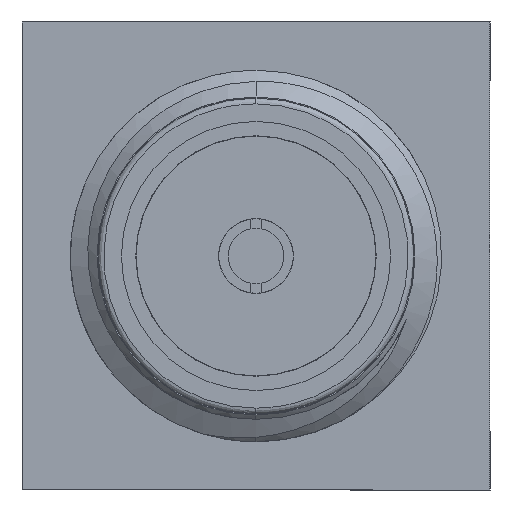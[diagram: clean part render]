
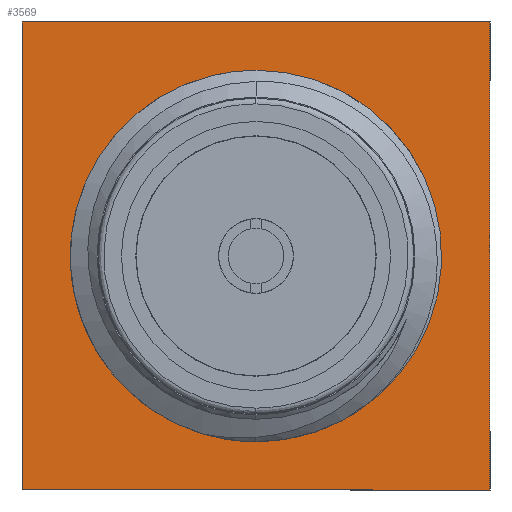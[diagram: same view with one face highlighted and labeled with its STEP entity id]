
A CAD part, left-side view. The second image highlights one B-rep face of the part: STEP entity #3569.
In plain terms, the highlighted planar face has unit normal (-1, 0, 0).
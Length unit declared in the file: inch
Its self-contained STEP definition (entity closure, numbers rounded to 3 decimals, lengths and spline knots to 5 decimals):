
#95 = ORIENTED_EDGE ( 'NONE', *, *, #3510, .T. ) ;
#227 = CARTESIAN_POINT ( 'NONE',  ( 0.31024, -0.15748, 0.15748 ) ) ;
#439 = CARTESIAN_POINT ( 'NONE',  ( 0.31024, 0., 0. ) ) ;
#444 = EDGE_CURVE ( 'NONE', #1137, #2769, #2026, .T. ) ;
#470 = CIRCLE ( 'NONE', #3479, 0.1063 ) ;
#506 = CARTESIAN_POINT ( 'NONE',  ( 0.31024, 0., -0.1063 ) ) ;
#623 = DIRECTION ( 'NONE',  ( 0., 0., 1. ) ) ;
#687 = EDGE_CURVE ( 'NONE', #2849, #2799, #1557, .T. ) ;
#729 = EDGE_CURVE ( 'NONE', #3653, #1137, #1420, .T. ) ;
#748 = PLANE ( 'NONE',  #1398 ) ;
#857 = EDGE_LOOP ( 'NONE', ( #3656, #3534, #3774, #1203 ) ) ;
#872 = EDGE_LOOP ( 'NONE', ( #95, #3131 ) ) ;
#1135 = CARTESIAN_POINT ( 'NONE',  ( 0.31024, 0.15748, 0.15748 ) ) ;
#1137 = VERTEX_POINT ( 'NONE', #1656 ) ;
#1203 = ORIENTED_EDGE ( 'NONE', *, *, #444, .T. ) ;
#1242 = LINE ( 'NONE', #2167, #2658 ) ;
#1292 = DIRECTION ( 'NONE',  ( 0., 0., 1. ) ) ;
#1398 = AXIS2_PLACEMENT_3D ( 'NONE', #2753, #1589, #1292 ) ;
#1420 = LINE ( 'NONE', #2587, #2347 ) ;
#1557 = CIRCLE ( 'NONE', #1869, 0.1063 ) ;
#1589 = DIRECTION ( 'NONE',  ( -1., 0., 0. ) ) ;
#1644 = DIRECTION ( 'NONE',  ( 0., 0., -1. ) ) ;
#1656 = CARTESIAN_POINT ( 'NONE',  ( 0.31024, 0.15748, 0.15748 ) ) ;
#1806 = VERTEX_POINT ( 'NONE', #2609 ) ;
#1866 = EDGE_CURVE ( 'NONE', #2769, #1806, #2082, .T. ) ;
#1869 = AXIS2_PLACEMENT_3D ( 'NONE', #1952, #2251, #3435 ) ;
#1916 = VECTOR ( 'NONE', #3175, 39.37008 ) ;
#1952 = CARTESIAN_POINT ( 'NONE',  ( 0.31024, 0., 0. ) ) ;
#2026 = LINE ( 'NONE', #1135, #2766 ) ;
#2032 = CARTESIAN_POINT ( 'NONE',  ( 0.31024, 0., 0.1063 ) ) ;
#2040 = CARTESIAN_POINT ( 'NONE',  ( 0.31024, 0.15748, -0.15748 ) ) ;
#2082 = LINE ( 'NONE', #2040, #1916 ) ;
#2167 = CARTESIAN_POINT ( 'NONE',  ( 0.31024, -0.15748, 0.15748 ) ) ;
#2215 = FACE_OUTER_BOUND ( 'NONE', #857, .T. ) ;
#2251 = DIRECTION ( 'NONE',  ( 1., 0., 0. ) ) ;
#2310 = DIRECTION ( 'NONE',  ( 0., 0., -1. ) ) ;
#2347 = VECTOR ( 'NONE', #3763, 39.37008 ) ;
#2532 = DIRECTION ( 'NONE',  ( 1., 0., 0. ) ) ;
#2587 = CARTESIAN_POINT ( 'NONE',  ( 0.31024, 0.15748, 0.15748 ) ) ;
#2609 = CARTESIAN_POINT ( 'NONE',  ( 0.31024, -0.15748, -0.15748 ) ) ;
#2658 = VECTOR ( 'NONE', #623, 39.37008 ) ;
#2753 = CARTESIAN_POINT ( 'NONE',  ( 0.31024, 0., 0. ) ) ;
#2766 = VECTOR ( 'NONE', #2310, 39.37008 ) ;
#2769 = VERTEX_POINT ( 'NONE', #2848 ) ;
#2799 = VERTEX_POINT ( 'NONE', #506 ) ;
#2848 = CARTESIAN_POINT ( 'NONE',  ( 0.31024, 0.15748, -0.15748 ) ) ;
#2849 = VERTEX_POINT ( 'NONE', #2032 ) ;
#3039 = FACE_BOUND ( 'NONE', #872, .T. ) ;
#3131 = ORIENTED_EDGE ( 'NONE', *, *, #687, .T. ) ;
#3175 = DIRECTION ( 'NONE',  ( 0., -1., 0. ) ) ;
#3338 = EDGE_CURVE ( 'NONE', #1806, #3653, #1242, .T. ) ;
#3435 = DIRECTION ( 'NONE',  ( 0., 0., -1. ) ) ;
#3479 = AXIS2_PLACEMENT_3D ( 'NONE', #439, #2532, #1644 ) ;
#3510 = EDGE_CURVE ( 'NONE', #2799, #2849, #470, .T. ) ;
#3534 = ORIENTED_EDGE ( 'NONE', *, *, #3338, .T. ) ;
#3569 = ADVANCED_FACE ( 'NONE', ( #3039, #2215 ), #748, .T. ) ;
#3653 = VERTEX_POINT ( 'NONE', #227 ) ;
#3656 = ORIENTED_EDGE ( 'NONE', *, *, #1866, .T. ) ;
#3763 = DIRECTION ( 'NONE',  ( 0., 1., 0. ) ) ;
#3774 = ORIENTED_EDGE ( 'NONE', *, *, #729, .T. ) ;
